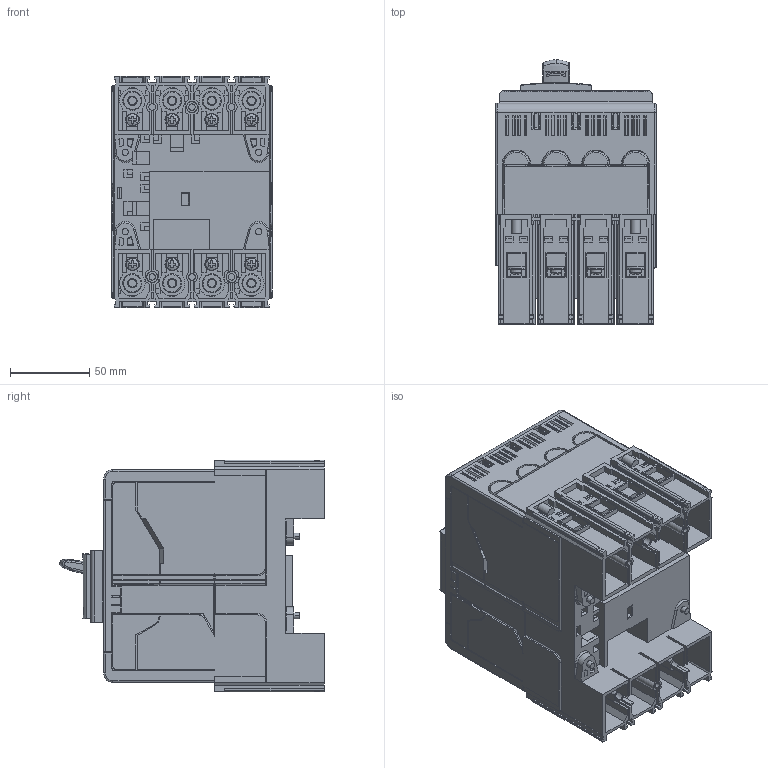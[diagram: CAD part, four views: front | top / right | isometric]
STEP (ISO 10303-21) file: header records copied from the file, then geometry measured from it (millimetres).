
FILE_DESCRIPTION((''),'2;1');
FILE_NAME('1SDH001295R0124_XT1_4P_PLUG-IN_','2022-06-08T11:15:40',('ITMADEL7'),(''),'CREO PARAMETRIC BY PTC INC, 2019030','CREO PARAMETRIC BY PTC INC, 2019030','');
FILE_SCHEMA(('AUTOMOTIVE_DESIGN { 1 0 10303 214 1 1 1 1 }'));
Products named in the file (1): 1SDH001295R0124_XT1_4P_PLUG-IN_
Bounding box: 101.31 x 166.44 x 146 mm (x, y, z)
Volume: 1551228.8 mm3; surface area: 201021.3 mm2
Topology: 1 solids, 18 shells, 8834 faces, 23139 edges, 15194 vertices
Faces by surface type: plane 7894, cylinder 633, sphere 84, cone 83, torus 63, bspline 59, extrusion 18
Entity records: 343866 total; most frequent: CARTESIAN_POINT 55772, ORIENTED_EDGE 46104, DIRECTION 41931, PRESENTATION_STYLE_ASSIGNMENT 23075, STYLED_ITEM 23075, CURVE_STYLE 23074, EDGE_CURVE 23052, VECTOR 20780
